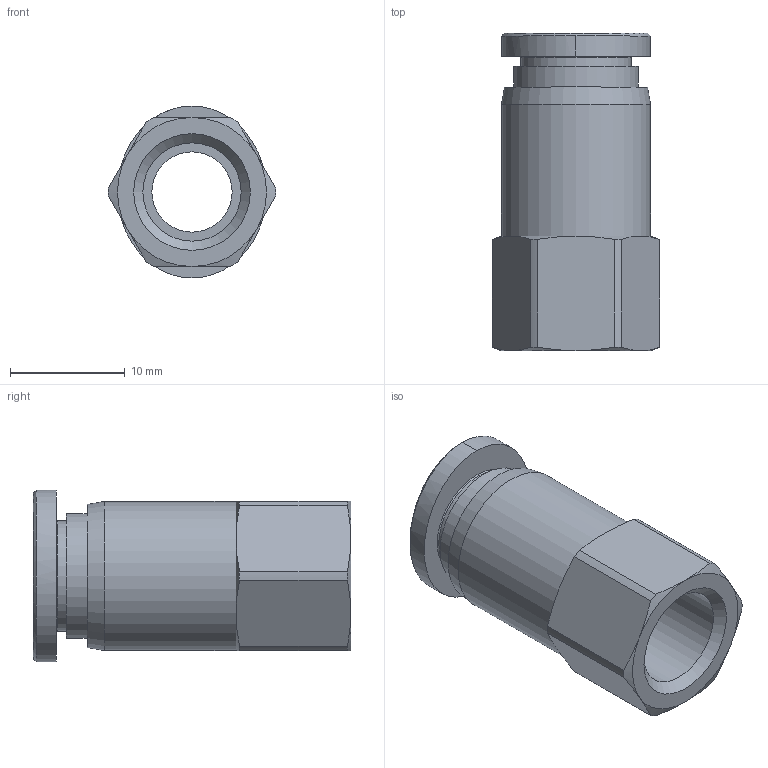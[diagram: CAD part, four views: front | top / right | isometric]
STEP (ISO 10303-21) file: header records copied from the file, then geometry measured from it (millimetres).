
FILE_DESCRIPTION(/* description */ (''),/* implementation_level */ '2;1');
FILE_NAME(/* name */ 'iqsf_188.stp',/* time_stamp */ '2016-09-12T12:11:42+02:00',/* author */ ('leitheußer'),/* organization */ (''),/* preprocessor_version */ 'ST-DEVELOPER v15.6',/* originating_system */ 'Autodesk Inventor LT ',/* authorisation */ '');
FILE_SCHEMA (('AUTOMOTIVE_DESIGN { 1 0 10303 214 3 1 1 }'));
Length unit declared in the file: millimetre
Products named in the file (1): GPCF 08G01(3D)
Bounding box: 14.6 x 27.7 x 15 mm (x, y, z)
Volume: 2208.2 mm3; surface area: 2217.4 mm2
Topology: 1 solids, 1 shells, 409 faces, 1146 edges, 760 vertices
Faces by surface type: plane 346, bspline 29, cylinder 18, cone 16
Full cylindrical faces by diameter (mm): 7 x1, 8.2 x1, 8.566 x1, 9.6 x1, 10.9 x1, 13 x1
Entity records: 13487 total; most frequent: CARTESIAN_POINT 3070, ORIENTED_EDGE 2262, DIRECTION 1974, EDGE_CURVE 1131, LINE 998, VECTOR 998, VERTEX_POINT 755, AXIS2_PLACEMENT_3D 488
